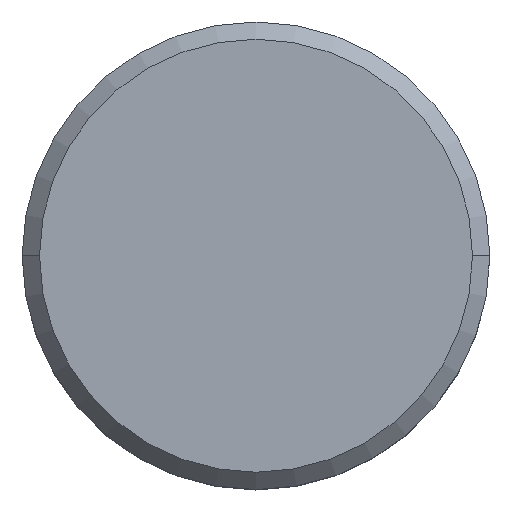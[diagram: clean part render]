
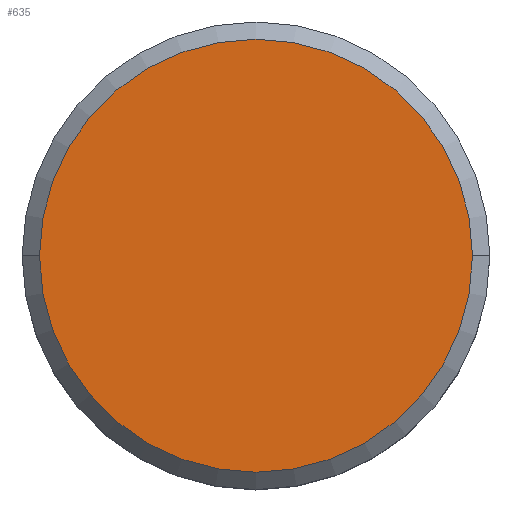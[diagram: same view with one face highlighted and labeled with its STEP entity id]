
A CAD part, top view. The second image highlights one B-rep face of the part: STEP entity #635.
In plain terms, the highlighted planar face has unit normal (0, 0, 1).
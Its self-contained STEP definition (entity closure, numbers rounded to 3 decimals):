
#101 = PLANE ( 'NONE',  #252 ) ;
#138 = FACE_OUTER_BOUND ( 'NONE', #557, .T. ) ;
#141 = CARTESIAN_POINT ( 'NONE',  ( 0., 0., 25. ) ) ;
#185 = CIRCLE ( 'NONE', #596, 12.5 ) ;
#221 = DIRECTION ( 'NONE',  ( 0., 0., 1. ) ) ;
#232 = VERTEX_POINT ( 'NONE', #627 ) ;
#239 = CARTESIAN_POINT ( 'NONE',  ( 26., 5., 25. ) ) ;
#252 = AXIS2_PLACEMENT_3D ( 'NONE', #141, #456, #553 ) ;
#258 = ORIENTED_EDGE ( 'NONE', *, *, #464, .T. ) ;
#295 = DIRECTION ( 'NONE',  ( 1., 0., 0. ) ) ;
#431 = DIRECTION ( 'NONE',  ( 1., 0., 0. ) ) ;
#456 = DIRECTION ( 'NONE',  ( 0., 0., 1. ) ) ;
#464 = EDGE_CURVE ( 'NONE', #616, #232, #529, .T. ) ;
#491 = ORIENTED_EDGE ( 'NONE', *, *, #591, .T. ) ;
#509 = DIRECTION ( 'NONE',  ( 0., 0., 1. ) ) ;
#529 = CIRCLE ( 'NONE', #563, 12.5 ) ;
#549 = CARTESIAN_POINT ( 'NONE',  ( 13.5, 5., 25. ) ) ;
#553 = DIRECTION ( 'NONE',  ( 1., 0., 0. ) ) ;
#557 = EDGE_LOOP ( 'NONE', ( #491, #258 ) ) ;
#563 = AXIS2_PLACEMENT_3D ( 'NONE', #585, #221, #431 ) ;
#585 = CARTESIAN_POINT ( 'NONE',  ( 13.5, 5., 25. ) ) ;
#591 = EDGE_CURVE ( 'NONE', #232, #616, #185, .T. ) ;
#596 = AXIS2_PLACEMENT_3D ( 'NONE', #549, #509, #295 ) ;
#616 = VERTEX_POINT ( 'NONE', #239 ) ;
#627 = CARTESIAN_POINT ( 'NONE',  ( 1., 5., 25. ) ) ;
#635 = ADVANCED_FACE ( 'NONE', ( #138 ), #101, .T. ) ;
